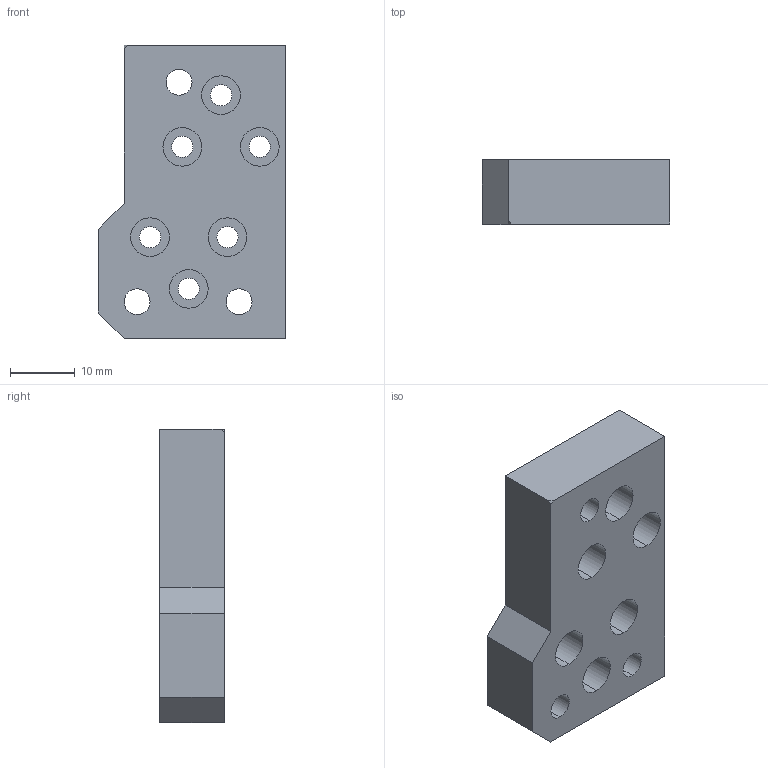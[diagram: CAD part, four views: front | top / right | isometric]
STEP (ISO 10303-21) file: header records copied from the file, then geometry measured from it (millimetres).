
FILE_DESCRIPTION (( 'STEP AP214' ), '1' );
FILE_NAME ('衵嘐隅輸.STEP', '2025-12-02T13:51:36', ( '' ), ( '' ), 'SwSTEP 2.0', 'SolidWorks 2018', '' );
FILE_SCHEMA (( 'AUTOMOTIVE_DESIGN' ));
Length unit declared in the file: millimetre
Products named in the file (1): 衵嘐隅輸
Bounding box: 29 x 10 x 45.5 mm (x, y, z)
Volume: 10268.2 mm3; surface area: 5050.8 mm2
Topology: 1 solids, 1 shells, 82 faces, 210 edges, 136 vertices
Faces by surface type: plane 52, cylinder 30
Entity records: 2548 total; most frequent: DIRECTION 436, CARTESIAN_POINT 429, ORIENTED_EDGE 420, EDGE_CURVE 210, VECTOR 150, LINE 150, AXIS2_PLACEMENT_3D 143, VERTEX_POINT 136
